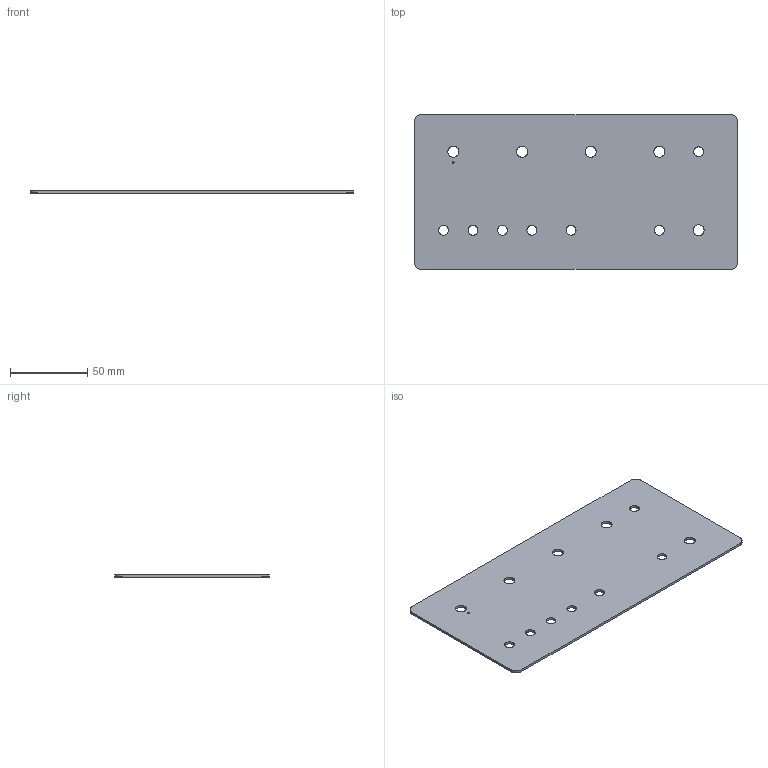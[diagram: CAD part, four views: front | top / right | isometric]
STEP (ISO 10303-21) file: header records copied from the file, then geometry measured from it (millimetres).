
FILE_DESCRIPTION(('KiCad electronic assembly'),'2;1');
FILE_NAME('ribbon_pcb_panel.step','2023-03-27T09:42:09',('Pcbnew'),( 'Kicad'),'Open CASCADE STEP processor 7.6','KiCad to STEP converter' ,'Unknown');
FILE_SCHEMA(('AUTOMOTIVE_DESIGN { 1 0 10303 214 1 1 1 1 }'));
Length unit declared in the file: millimetre
Products named in the file (2): ribbon_pcb_panel 1; PCB
Assembly tree (1 placements, depth 2):
  ribbon_pcb_panel 1
    PCB
Bounding box: 209.55 x 100.33 x 1.58 mm (x, y, z)
Volume: 32520 mm3; surface area: 42531.6 mm2
Topology: 1 solids, 1 shells, 766 faces, 2292 edges, 1528 vertices
Faces by surface type: plane 765, cylinder 1
Full cylindrical faces by diameter (mm): 1 x1
Entity records: 55139 total; most frequent: CARTESIAN_POINT 9184, DIRECTION 8412, LINE 6872, VECTOR 6872, ORIENTED_EDGE 4584, PCURVE 4584, DEFINITIONAL_REPRESENTATION 4584, EDGE_CURVE 2292
